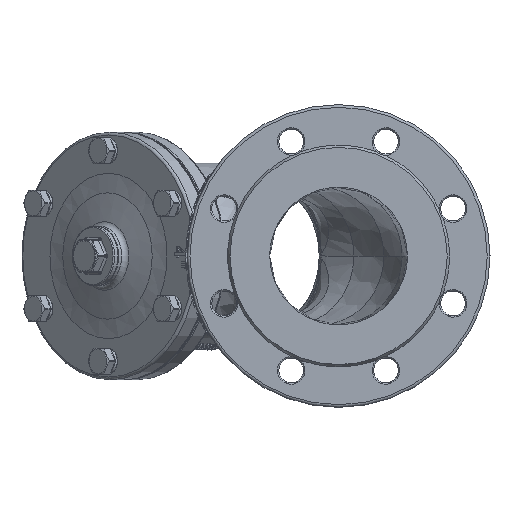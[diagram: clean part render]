
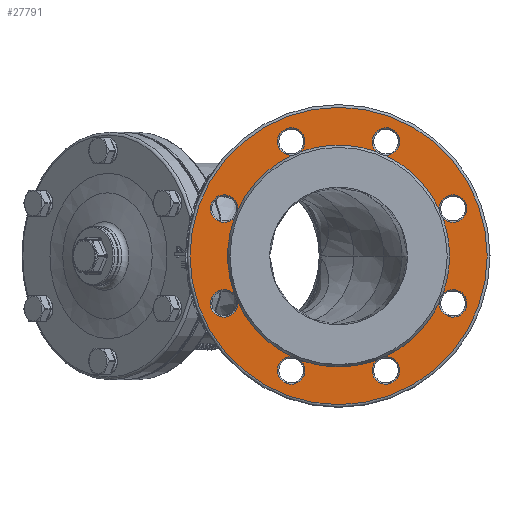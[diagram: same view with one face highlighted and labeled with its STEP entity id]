
A CAD part, left-side view. The second image highlights one B-rep face of the part: STEP entity #27791.
In plain terms, the highlighted planar face has unit normal (-1, 0, 0).
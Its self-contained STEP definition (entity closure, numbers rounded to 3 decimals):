
#5847=PLANE('',#29566);
#6257=FACE_BOUND('',#9291,.T.);
#7506=FACE_OUTER_BOUND('',#9290,.T.);
#9290=EDGE_LOOP('',(#23015));
#9291=EDGE_LOOP('',(#23016,#23017,#23018,#23019,#23020,#23021,#23022,#23023,
#23024,#23025,#23026,#23027,#23028,#23029,#23030,#23031));
#10481=CIRCLE('',#29565,108.);
#10482=CIRCLE('',#29567,10.);
#10483=CIRCLE('',#29568,80.625);
#10484=CIRCLE('',#29569,10.);
#10485=CIRCLE('',#29570,80.625);
#10486=CIRCLE('',#29571,10.);
#10487=CIRCLE('',#29572,80.625);
#10488=CIRCLE('',#29573,10.);
#10489=CIRCLE('',#29574,80.625);
#10490=CIRCLE('',#29575,10.);
#10491=CIRCLE('',#29576,80.625);
#10492=CIRCLE('',#29577,10.);
#10493=CIRCLE('',#29578,80.625);
#10494=CIRCLE('',#29579,10.);
#10495=CIRCLE('',#29580,80.625);
#10496=CIRCLE('',#29581,10.);
#10497=CIRCLE('',#29582,80.625);
#12803=VERTEX_POINT('',#62517);
#12804=VERTEX_POINT('',#62520);
#12805=VERTEX_POINT('',#62521);
#12806=VERTEX_POINT('',#62523);
#12807=VERTEX_POINT('',#62525);
#12808=VERTEX_POINT('',#62527);
#12809=VERTEX_POINT('',#62529);
#12810=VERTEX_POINT('',#62531);
#12811=VERTEX_POINT('',#62533);
#12812=VERTEX_POINT('',#62535);
#12813=VERTEX_POINT('',#62537);
#12814=VERTEX_POINT('',#62539);
#12815=VERTEX_POINT('',#62541);
#12816=VERTEX_POINT('',#62543);
#12817=VERTEX_POINT('',#62545);
#12818=VERTEX_POINT('',#62547);
#12819=VERTEX_POINT('',#62549);
#16340=EDGE_CURVE('',#12803,#12803,#10481,.T.);
#16341=EDGE_CURVE('',#12804,#12805,#10482,.T.);
#16342=EDGE_CURVE('',#12805,#12806,#10483,.T.);
#16343=EDGE_CURVE('',#12806,#12807,#10484,.T.);
#16344=EDGE_CURVE('',#12808,#12807,#10485,.T.);
#16345=EDGE_CURVE('',#12808,#12809,#10486,.T.);
#16346=EDGE_CURVE('',#12810,#12809,#10487,.T.);
#16347=EDGE_CURVE('',#12810,#12811,#10488,.T.);
#16348=EDGE_CURVE('',#12812,#12811,#10489,.T.);
#16349=EDGE_CURVE('',#12812,#12813,#10490,.T.);
#16350=EDGE_CURVE('',#12814,#12813,#10491,.T.);
#16351=EDGE_CURVE('',#12814,#12815,#10492,.T.);
#16352=EDGE_CURVE('',#12815,#12816,#10493,.T.);
#16353=EDGE_CURVE('',#12816,#12817,#10494,.T.);
#16354=EDGE_CURVE('',#12817,#12818,#10495,.T.);
#16355=EDGE_CURVE('',#12818,#12819,#10496,.T.);
#16356=EDGE_CURVE('',#12819,#12804,#10497,.T.);
#23015=ORIENTED_EDGE('',*,*,#16340,.F.);
#23016=ORIENTED_EDGE('',*,*,#16341,.T.);
#23017=ORIENTED_EDGE('',*,*,#16342,.T.);
#23018=ORIENTED_EDGE('',*,*,#16343,.T.);
#23019=ORIENTED_EDGE('',*,*,#16344,.F.);
#23020=ORIENTED_EDGE('',*,*,#16345,.T.);
#23021=ORIENTED_EDGE('',*,*,#16346,.F.);
#23022=ORIENTED_EDGE('',*,*,#16347,.T.);
#23023=ORIENTED_EDGE('',*,*,#16348,.F.);
#23024=ORIENTED_EDGE('',*,*,#16349,.T.);
#23025=ORIENTED_EDGE('',*,*,#16350,.F.);
#23026=ORIENTED_EDGE('',*,*,#16351,.T.);
#23027=ORIENTED_EDGE('',*,*,#16352,.T.);
#23028=ORIENTED_EDGE('',*,*,#16353,.T.);
#23029=ORIENTED_EDGE('',*,*,#16354,.T.);
#23030=ORIENTED_EDGE('',*,*,#16355,.T.);
#23031=ORIENTED_EDGE('',*,*,#16356,.T.);
#27791=ADVANCED_FACE('',(#7506,#6257),#5847,.T.);
#29565=AXIS2_PLACEMENT_3D('',#62518,#33975,#33976);
#29566=AXIS2_PLACEMENT_3D('',#62519,#33977,#33978);
#29567=AXIS2_PLACEMENT_3D('',#62522,#33979,#33980);
#29568=AXIS2_PLACEMENT_3D('',#62524,#33981,#33982);
#29569=AXIS2_PLACEMENT_3D('',#62526,#33983,#33984);
#29570=AXIS2_PLACEMENT_3D('',#62528,#33985,#33986);
#29571=AXIS2_PLACEMENT_3D('',#62530,#33987,#33988);
#29572=AXIS2_PLACEMENT_3D('',#62532,#33989,#33990);
#29573=AXIS2_PLACEMENT_3D('',#62534,#33991,#33992);
#29574=AXIS2_PLACEMENT_3D('',#62536,#33993,#33994);
#29575=AXIS2_PLACEMENT_3D('',#62538,#33995,#33996);
#29576=AXIS2_PLACEMENT_3D('',#62540,#33997,#33998);
#29577=AXIS2_PLACEMENT_3D('',#62542,#33999,#34000);
#29578=AXIS2_PLACEMENT_3D('',#62544,#34001,#34002);
#29579=AXIS2_PLACEMENT_3D('',#62546,#34003,#34004);
#29580=AXIS2_PLACEMENT_3D('',#62548,#34005,#34006);
#29581=AXIS2_PLACEMENT_3D('',#62550,#34007,#34008);
#29582=AXIS2_PLACEMENT_3D('',#62551,#34009,#34010);
#33975=DIRECTION('center_axis',(1.,0.,0.));
#33976=DIRECTION('ref_axis',(0.,-1.,0.));
#33977=DIRECTION('center_axis',(-1.,0.,0.));
#33978=DIRECTION('ref_axis',(0.,1.,0.));
#33979=DIRECTION('center_axis',(1.,0.,0.));
#33980=DIRECTION('ref_axis',(0.,0.383,-0.924));
#33981=DIRECTION('center_axis',(1.,0.,0.));
#33982=DIRECTION('ref_axis',(0.,0.42,-0.907));
#33983=DIRECTION('center_axis',(1.,0.,0.));
#33984=DIRECTION('ref_axis',(0.,0.924,-0.383));
#33985=DIRECTION('center_axis',(-1.,0.,0.));
#33986=DIRECTION('ref_axis',(0.,0.939,0.345));
#33987=DIRECTION('center_axis',(1.,0.,0.));
#33988=DIRECTION('ref_axis',(0.,0.924,0.383));
#33989=DIRECTION('center_axis',(-1.,0.,0.));
#33990=DIRECTION('ref_axis',(0.,0.42,0.907));
#33991=DIRECTION('center_axis',(1.,0.,0.));
#33992=DIRECTION('ref_axis',(0.,0.383,0.924));
#33993=DIRECTION('center_axis',(-1.,0.,0.));
#33994=DIRECTION('ref_axis',(0.,-0.345,0.939));
#33995=DIRECTION('center_axis',(1.,0.,0.));
#33996=DIRECTION('ref_axis',(0.,-0.383,0.924));
#33997=DIRECTION('center_axis',(-1.,0.,0.));
#33998=DIRECTION('ref_axis',(0.,-0.907,0.42));
#33999=DIRECTION('center_axis',(1.,0.,0.));
#34000=DIRECTION('ref_axis',(0.,-0.924,0.383));
#34001=DIRECTION('center_axis',(1.,0.,0.));
#34002=DIRECTION('ref_axis',(0.,-1.,0.));
#34003=DIRECTION('center_axis',(1.,0.,0.));
#34004=DIRECTION('ref_axis',(0.,-0.924,-0.383));
#34005=DIRECTION('center_axis',(1.,0.,0.));
#34006=DIRECTION('ref_axis',(0.,-0.907,-0.42));
#34007=DIRECTION('center_axis',(1.,0.,0.));
#34008=DIRECTION('ref_axis',(0.,-0.383,-0.924));
#34009=DIRECTION('center_axis',(1.,0.,0.));
#34010=DIRECTION('ref_axis',(0.,-0.345,-0.939));
#62517=CARTESIAN_POINT('',(-283.5,108.,0.));
#62518=CARTESIAN_POINT('Origin',(-283.5,0.,0.));
#62519=CARTESIAN_POINT('Origin',(-283.5,0.,0.));
#62520=CARTESIAN_POINT('',(-283.5,27.786,-75.686));
#62521=CARTESIAN_POINT('',(-283.5,33.87,-73.166));
#62522=CARTESIAN_POINT('Origin',(-283.5,34.442,-83.149));
#62523=CARTESIAN_POINT('',(-283.5,73.166,-33.87));
#62524=CARTESIAN_POINT('Origin',(-283.5,0.,0.));
#62525=CARTESIAN_POINT('',(-283.5,75.686,-27.786));
#62526=CARTESIAN_POINT('Origin',(-283.5,83.149,-34.442));
#62527=CARTESIAN_POINT('',(-283.5,75.686,27.786));
#62528=CARTESIAN_POINT('Origin',(-283.5,0.,0.));
#62529=CARTESIAN_POINT('',(-283.5,73.166,33.87));
#62530=CARTESIAN_POINT('Origin',(-283.5,83.149,34.442));
#62531=CARTESIAN_POINT('',(-283.5,33.87,73.166));
#62532=CARTESIAN_POINT('Origin',(-283.5,0.,0.));
#62533=CARTESIAN_POINT('',(-283.5,27.786,75.686));
#62534=CARTESIAN_POINT('Origin',(-283.5,34.442,83.149));
#62535=CARTESIAN_POINT('',(-283.5,-27.786,75.686));
#62536=CARTESIAN_POINT('Origin',(-283.5,0.,0.));
#62537=CARTESIAN_POINT('',(-283.5,-33.87,73.166));
#62538=CARTESIAN_POINT('Origin',(-283.5,-34.442,83.149));
#62539=CARTESIAN_POINT('',(-283.5,-73.166,33.87));
#62540=CARTESIAN_POINT('Origin',(-283.5,0.,0.));
#62541=CARTESIAN_POINT('',(-283.5,-75.686,27.786));
#62542=CARTESIAN_POINT('Origin',(-283.5,-83.149,34.442));
#62543=CARTESIAN_POINT('',(-283.5,-75.686,-27.786));
#62544=CARTESIAN_POINT('Origin',(-283.5,0.,0.));
#62545=CARTESIAN_POINT('',(-283.5,-73.166,-33.87));
#62546=CARTESIAN_POINT('Origin',(-283.5,-83.149,-34.442));
#62547=CARTESIAN_POINT('',(-283.5,-33.87,-73.166));
#62548=CARTESIAN_POINT('Origin',(-283.5,0.,0.));
#62549=CARTESIAN_POINT('',(-283.5,-27.786,-75.686));
#62550=CARTESIAN_POINT('Origin',(-283.5,-34.442,-83.149));
#62551=CARTESIAN_POINT('Origin',(-283.5,0.,0.));
